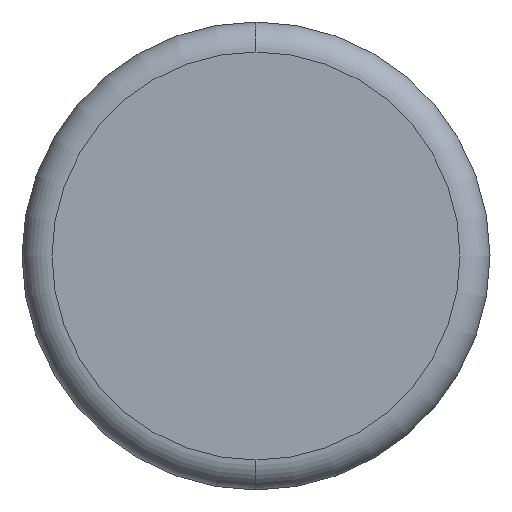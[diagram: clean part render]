
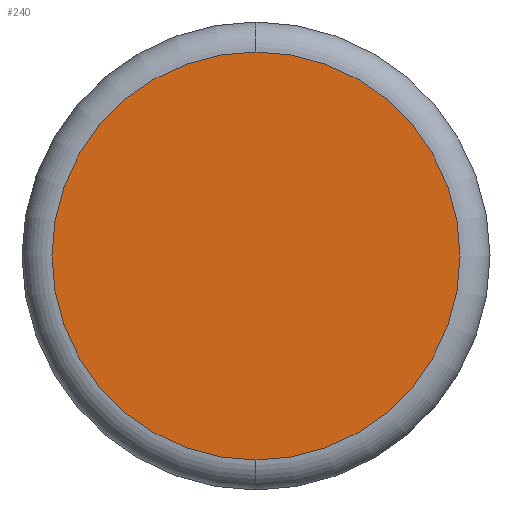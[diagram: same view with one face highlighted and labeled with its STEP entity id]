
A CAD part, front view. The second image highlights one B-rep face of the part: STEP entity #240.
In plain terms, the highlighted planar face has unit normal (0, -1, 0).
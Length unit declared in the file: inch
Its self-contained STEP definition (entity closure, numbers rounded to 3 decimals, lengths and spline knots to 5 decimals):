
#1 = CARTESIAN_POINT ( 'NONE',  ( 0., 0., 0. ) ) ;
#39 = CARTESIAN_POINT ( 'NONE',  ( 0., 0., 0. ) ) ;
#51 = CIRCLE ( 'NONE', #299, 0.13625 ) ;
#63 = VERTEX_POINT ( 'NONE', #287 ) ;
#87 = CARTESIAN_POINT ( 'NONE',  ( 0., 0., -0.13625 ) ) ;
#110 = FACE_OUTER_BOUND ( 'NONE', #442, .T. ) ;
#198 = DIRECTION ( 'NONE',  ( 0., -1., 0. ) ) ;
#234 = AXIS2_PLACEMENT_3D ( 'NONE', #1, #497, #244 ) ;
#240 = ADVANCED_FACE ( 'NONE', ( #110 ), #271, .T. ) ;
#244 = DIRECTION ( 'NONE',  ( 0., 0., -1. ) ) ;
#259 = CARTESIAN_POINT ( 'NONE',  ( 0., 0., 0. ) ) ;
#271 = PLANE ( 'NONE',  #282 ) ;
#282 = AXIS2_PLACEMENT_3D ( 'NONE', #39, #198, #368 ) ;
#287 = CARTESIAN_POINT ( 'NONE',  ( 0., 0., 0.13625 ) ) ;
#299 = AXIS2_PLACEMENT_3D ( 'NONE', #259, #524, #391 ) ;
#314 = VERTEX_POINT ( 'NONE', #87 ) ;
#320 = EDGE_CURVE ( 'NONE', #63, #314, #395, .T. ) ;
#359 = ORIENTED_EDGE ( 'NONE', *, *, #320, .T. ) ;
#368 = DIRECTION ( 'NONE',  ( 0., 0., -1. ) ) ;
#391 = DIRECTION ( 'NONE',  ( 0., 0., -1. ) ) ;
#395 = CIRCLE ( 'NONE', #234, 0.13625 ) ;
#442 = EDGE_LOOP ( 'NONE', ( #491, #359 ) ) ;
#491 = ORIENTED_EDGE ( 'NONE', *, *, #503, .T. ) ;
#497 = DIRECTION ( 'NONE',  ( 0., -1., 0. ) ) ;
#503 = EDGE_CURVE ( 'NONE', #314, #63, #51, .T. ) ;
#524 = DIRECTION ( 'NONE',  ( 0., -1., 0. ) ) ;
